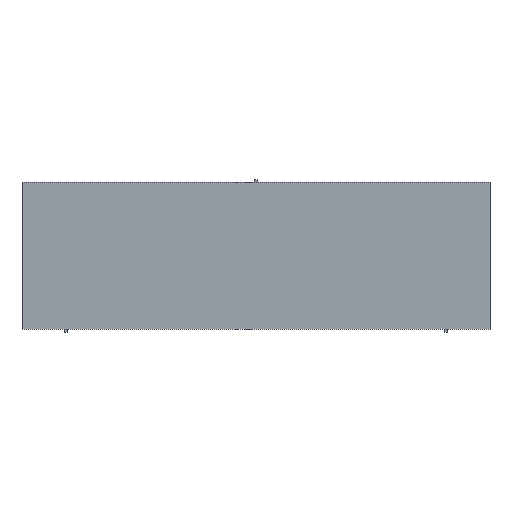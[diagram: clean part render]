
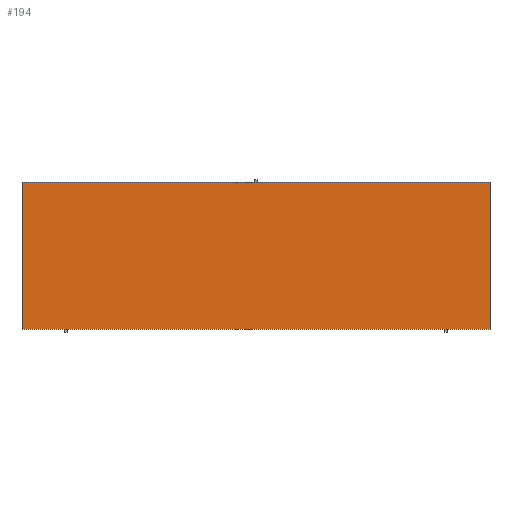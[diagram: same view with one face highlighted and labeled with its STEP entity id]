
A CAD part, top view. The second image highlights one B-rep face of the part: STEP entity #194.
In plain terms, the highlighted planar face has unit normal (0, 0, 1).
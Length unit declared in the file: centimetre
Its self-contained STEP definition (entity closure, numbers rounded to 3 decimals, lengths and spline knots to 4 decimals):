
#194=ADVANCED_FACE('',(#250),#1002,.T.);
#250=FACE_OUTER_BOUND('',#306,.T.);
#306=EDGE_LOOP('',(#478,#479,#480,#481));
#478=ORIENTED_EDGE('',*,*,#672,.T.);
#479=ORIENTED_EDGE('',*,*,#673,.T.);
#480=ORIENTED_EDGE('',*,*,#674,.T.);
#481=ORIENTED_EDGE('',*,*,#675,.T.);
#672=EDGE_CURVE('',#938,#939,#818,.T.);
#673=EDGE_CURVE('',#939,#940,#819,.T.);
#674=EDGE_CURVE('',#940,#941,#820,.T.);
#675=EDGE_CURVE('',#941,#938,#821,.T.);
#818=B_SPLINE_CURVE_WITH_KNOTS('',1,(#1508,#1509),.UNSPECIFIED.,.F.,.F.,
(2,2),(0.,1400.),.UNSPECIFIED.);
#819=B_SPLINE_CURVE_WITH_KNOTS('',1,(#1510,#1511),.UNSPECIFIED.,.F.,.F.,
(2,2),(0.,440.),.UNSPECIFIED.);
#820=B_SPLINE_CURVE_WITH_KNOTS('',1,(#1512,#1513),.UNSPECIFIED.,.F.,.F.,
(2,2),(-1400.,0.),.UNSPECIFIED.);
#821=B_SPLINE_CURVE_WITH_KNOTS('',1,(#1514,#1515),.UNSPECIFIED.,.F.,.F.,
(2,2),(-440.,0.),.UNSPECIFIED.);
#938=VERTEX_POINT('',#1500);
#939=VERTEX_POINT('',#1501);
#940=VERTEX_POINT('',#1502);
#941=VERTEX_POINT('',#1503);
#1002=PLANE('',#1099);
#1099=AXIS2_PLACEMENT_3D('',#1494,#1162,$);
#1162=DIRECTION('',(0.,0.,1.));
#1494=CARTESIAN_POINT('',(-12.7,0.8,42.));
#1500=CARTESIAN_POINT('',(-12.7,0.8,42.));
#1501=CARTESIAN_POINT('',(127.3,0.8,42.));
#1502=CARTESIAN_POINT('',(127.3,44.8,42.));
#1503=CARTESIAN_POINT('',(-12.7,44.8,42.));
#1508=CARTESIAN_POINT('',(-12.7,0.8,42.));
#1509=CARTESIAN_POINT('',(127.3,0.8,42.));
#1510=CARTESIAN_POINT('',(127.3,0.8,42.));
#1511=CARTESIAN_POINT('',(127.3,44.8,42.));
#1512=CARTESIAN_POINT('',(127.3,44.8,42.));
#1513=CARTESIAN_POINT('',(-12.7,44.8,42.));
#1514=CARTESIAN_POINT('',(-12.7,44.8,42.));
#1515=CARTESIAN_POINT('',(-12.7,0.8,42.));
